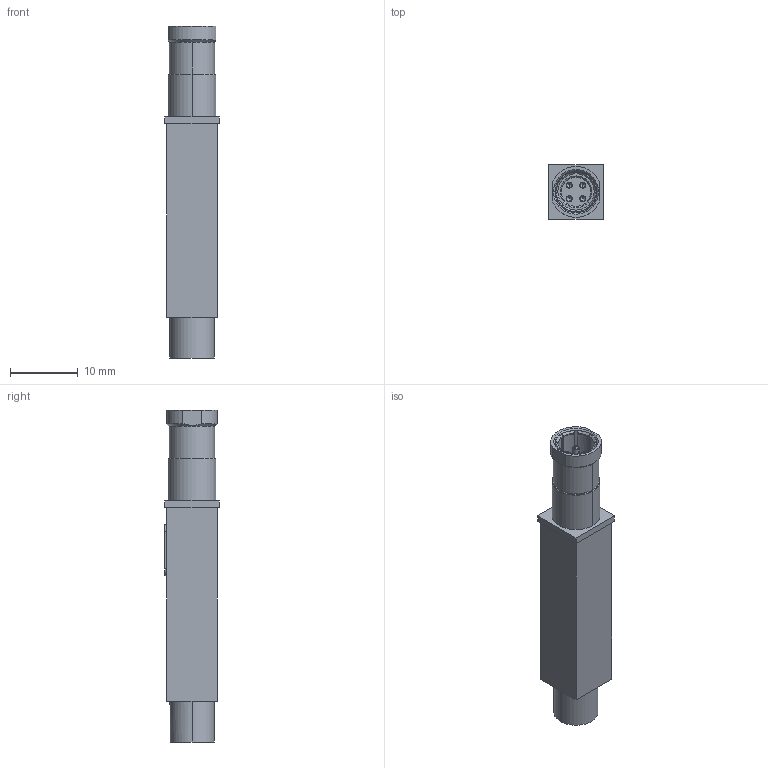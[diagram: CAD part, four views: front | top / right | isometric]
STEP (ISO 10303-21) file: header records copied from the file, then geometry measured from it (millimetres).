
FILE_DESCRIPTION (( 'STEP AP203' ), '1' );
FILE_NAME ('MOD-HF81905B0001Gxxxx.step', '2015-07-09T11:53:35', ( 'firstrun' ), ( 'Hewlett-Packard Company' ), 'SwSTEP 2.0', 'SolidWorks 2012', '' );
FILE_SCHEMA (( 'CONFIG_CONTROL_DESIGN' ));
Length unit declared in the file: millimetre
Products named in the file (1): MOD-HF81905B0001Gxxxx
Bounding box: 8 x 8 x 48.9 mm (x, y, z)
Volume: 1928 mm3; surface area: 2038.7 mm2
Topology: 1 solids, 1 shells, 334 faces, 858 edges, 565 vertices
Faces by surface type: plane 151, cylinder 95, bspline 56, cone 24, torus 8
Entity records: 12852 total; most frequent: CARTESIAN_POINT 5050, ORIENTED_EDGE 1700, DIRECTION 1393, EDGE_CURVE 850, VERTEX_POINT 565, LINE 473, VECTOR 473, AXIS2_PLACEMENT_3D 460
